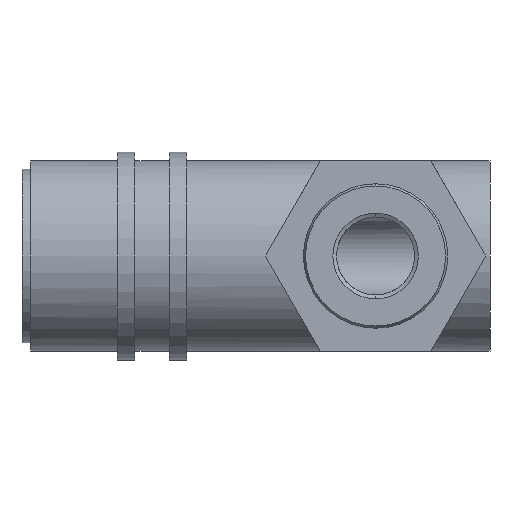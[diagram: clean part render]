
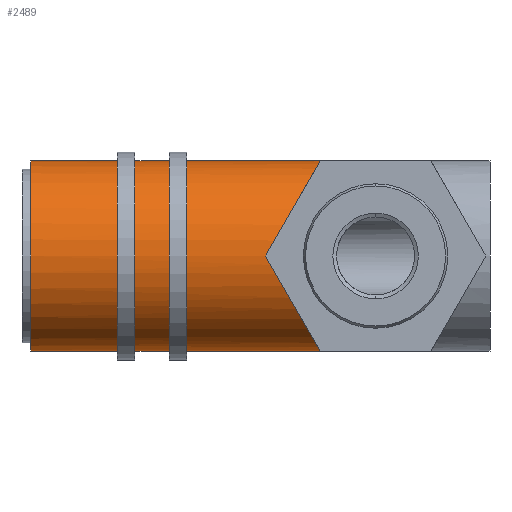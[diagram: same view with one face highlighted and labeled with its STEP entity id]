
A CAD part, front view. The second image highlights one B-rep face of the part: STEP entity #2489.
In plain terms, the highlighted cylindrical face has radius 11 mm (diameter 22 mm), a partial arc.
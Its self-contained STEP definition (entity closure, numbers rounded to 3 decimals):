
#66 = FACE_OUTER_BOUND ( 'NONE', #1379, .T. ) ;
#89 = CARTESIAN_POINT ( 'NONE',  ( 28.097, -11., 0. ) ) ;
#250 = DIRECTION ( 'NONE',  ( 0., 0., 1. ) ) ;
#762 = CARTESIAN_POINT ( 'NONE',  ( 0., 0., 0. ) ) ;
#1187 = DIRECTION ( 'NONE',  ( -1., 0., 0. ) ) ;
#1271 = ORIENTED_EDGE ( 'NONE', *, *, #2330, .T. ) ;
#1379 = EDGE_LOOP ( 'NONE', ( #6043, #4604, #1271, #5174, #4823 ) ) ;
#1389 = CARTESIAN_POINT ( 'NONE',  ( 31.817, -11., -6.444 ) ) ;
#1453 = DIRECTION ( 'NONE',  ( -1., 0., 0. ) ) ;
#1609 = DIRECTION ( 'NONE',  ( -1., 0., 0. ) ) ;
#1630 = CARTESIAN_POINT ( 'NONE',  ( 34.447, 0., 11. ) ) ;
#1669 = CARTESIAN_POINT ( 'NONE',  ( 28.097, -11., 0. ) ) ;
#1731 = CARTESIAN_POINT ( 'NONE',  ( 0., 0., 11. ) ) ;
#1964 = AXIS2_PLACEMENT_3D ( 'NONE', #5565, #1187, #250 ) ;
#2036 = VERTEX_POINT ( 'NONE', #7443 ) ;
#2288 =( BOUNDED_CURVE ( )  B_SPLINE_CURVE ( 3, ( #1669, #4381, #8244, #1630 ),
 .UNSPECIFIED., .F., .T. ) 
 B_SPLINE_CURVE_WITH_KNOTS ( ( 4, 4 ),
 ( 1.571, 3.142 ),
 .UNSPECIFIED. ) 
 CURVE ( )  GEOMETRIC_REPRESENTATION_ITEM ( )  RATIONAL_B_SPLINE_CURVE ( ( 1., 0.805, 0.805, 1. ) ) 
 REPRESENTATION_ITEM ( '' )  );
#2330 = EDGE_CURVE ( 'NONE', #4415, #3711, #2288, .T. ) ;
#2489 = ADVANCED_FACE ( 'NONE', ( #66 ), #3509, .T. ) ;
#2631 = CARTESIAN_POINT ( 'NONE',  ( 28.097, -11., 0. ) ) ;
#2950 = CIRCLE ( 'NONE', #1964, 11. ) ;
#3426 = DIRECTION ( 'NONE',  ( 0., 0., 1. ) ) ;
#3461 = CARTESIAN_POINT ( 'NONE',  ( 34.447, 0., 11. ) ) ;
#3509 = CYLINDRICAL_SURFACE ( 'NONE', #7106, 11. ) ;
#3601 = DIRECTION ( 'NONE',  ( -1., 0., 0. ) ) ;
#3606 = EDGE_CURVE ( 'NONE', #5483, #2036, #2950, .T. ) ;
#3690 = LINE ( 'NONE', #4297, #5450 ) ;
#3711 = VERTEX_POINT ( 'NONE', #3461 ) ;
#3998 = EDGE_CURVE ( 'NONE', #3711, #2036, #5047, .T. ) ;
#4297 = CARTESIAN_POINT ( 'NONE',  ( 0., 0., -11. ) ) ;
#4307 =( BOUNDED_CURVE ( )  B_SPLINE_CURVE ( 3, ( #7354, #6053, #1389, #89 ),
 .UNSPECIFIED., .F., .F. ) 
 B_SPLINE_CURVE_WITH_KNOTS ( ( 4, 4 ),
 ( 3.142, 4.712 ),
 .UNSPECIFIED. ) 
 CURVE ( )  GEOMETRIC_REPRESENTATION_ITEM ( )  RATIONAL_B_SPLINE_CURVE ( ( 1., 0.805, 0.805, 1. ) ) 
 REPRESENTATION_ITEM ( '' )  );
#4381 = CARTESIAN_POINT ( 'NONE',  ( 31.817, -11., 6.444 ) ) ;
#4415 = VERTEX_POINT ( 'NONE', #2631 ) ;
#4604 = ORIENTED_EDGE ( 'NONE', *, *, #8022, .T. ) ;
#4823 = ORIENTED_EDGE ( 'NONE', *, *, #3606, .F. ) ;
#5047 = LINE ( 'NONE', #1731, #6148 ) ;
#5174 = ORIENTED_EDGE ( 'NONE', *, *, #3998, .T. ) ;
#5439 = CARTESIAN_POINT ( 'NONE',  ( 34.447, 0., -11. ) ) ;
#5450 = VECTOR ( 'NONE', #3601, 1000. ) ;
#5483 = VERTEX_POINT ( 'NONE', #5809 ) ;
#5565 = CARTESIAN_POINT ( 'NONE',  ( 1., 0., 0. ) ) ;
#5809 = CARTESIAN_POINT ( 'NONE',  ( 1., 0., -11. ) ) ;
#6043 = ORIENTED_EDGE ( 'NONE', *, *, #8279, .F. ) ;
#6053 = CARTESIAN_POINT ( 'NONE',  ( 34.447, -6.444, -11. ) ) ;
#6148 = VECTOR ( 'NONE', #1609, 1000. ) ;
#6217 = VERTEX_POINT ( 'NONE', #5439 ) ;
#7106 = AXIS2_PLACEMENT_3D ( 'NONE', #762, #1453, #3426 ) ;
#7354 = CARTESIAN_POINT ( 'NONE',  ( 34.447, 0., -11. ) ) ;
#7443 = CARTESIAN_POINT ( 'NONE',  ( 1., 0., 11. ) ) ;
#8022 = EDGE_CURVE ( 'NONE', #6217, #4415, #4307, .T. ) ;
#8244 = CARTESIAN_POINT ( 'NONE',  ( 34.447, -6.444, 11. ) ) ;
#8279 = EDGE_CURVE ( 'NONE', #6217, #5483, #3690, .T. ) ;
